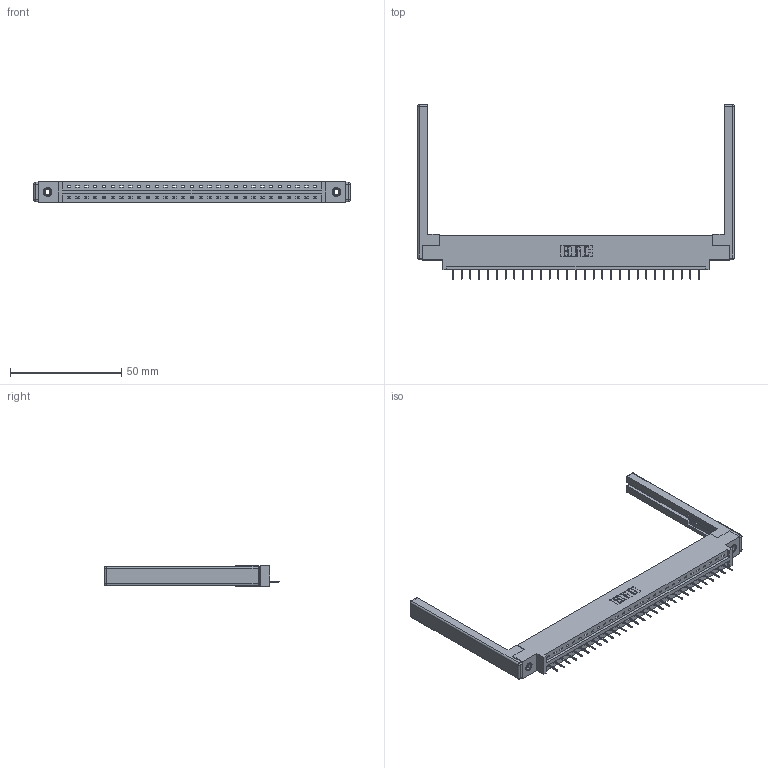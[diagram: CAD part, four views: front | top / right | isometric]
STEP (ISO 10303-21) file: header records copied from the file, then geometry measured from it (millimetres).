
FILE_DESCRIPTION (( 'STEP AP203' ), '1' );
FILE_NAME ('337-029-524-668.STEP', '2019-09-30T22:19:23', ( '' ), ( '' ), 'SwSTEP 2.0', 'SolidWorks 2016', '' );
FILE_SCHEMA (( 'CONFIG_CONTROL_DESIGN' ));
Length unit declared in the file: inch
Products named in the file (5): 345-250-001_345-250-001-102; 345-292-001_345-293-124; 307-220-068; 337-029-524-668; 337 Part_0.170 Offset - 0.156 Dia-TI
Assembly tree (34 placements, depth 2):
  337-029-524-668
    337 Part_0.170 Offset - 0.156 Dia-TI
    345-292-001_345-293-124  x29
    345-250-001_345-250-001-102  x2
    307-220-068  x2
Bounding box: 142.34 x 78.75 x 9.4 mm (x, y, z)
Volume: 18790.5 mm3; surface area: 18593.6 mm2
Topology: 34 solids, 34 shells, 2186 faces, 6281 edges, 4050 vertices
Faces by surface type: plane 1670, cylinder 492, cone 12, sphere 8, torus 4
Entity records: 26204 total; most frequent: CARTESIAN_POINT 4518, ORIENTED_EDGE 4472, DIRECTION 3904, EDGE_CURVE 2236, VECTOR 2062, LINE 2062, VERTEX_POINT 1478, AXIS2_PLACEMENT_3D 921
